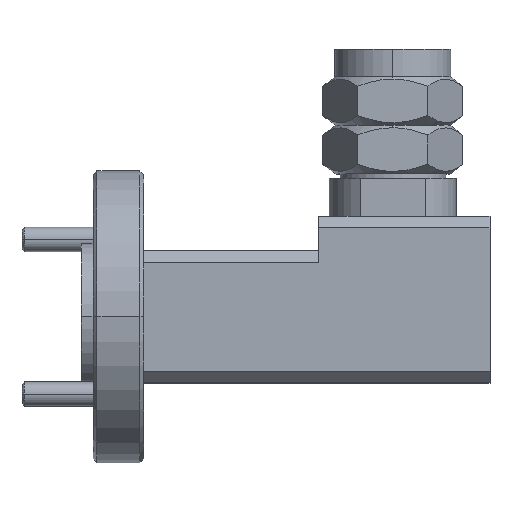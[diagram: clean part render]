
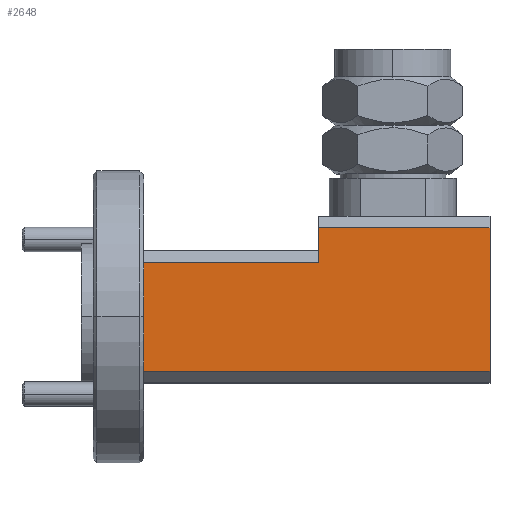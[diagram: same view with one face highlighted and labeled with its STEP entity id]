
A CAD part, top view. The second image highlights one B-rep face of the part: STEP entity #2648.
In plain terms, the highlighted planar face has unit normal (0, 0, 1).
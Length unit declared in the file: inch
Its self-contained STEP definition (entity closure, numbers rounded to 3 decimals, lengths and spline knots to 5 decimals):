
#153 = DIRECTION ( 'NONE',  ( -1., 0., 0. ) ) ;
#344 = ORIENTED_EDGE ( 'NONE', *, *, #2220, .T. ) ;
#405 = DIRECTION ( 'NONE',  ( 0., -1., 0. ) ) ;
#437 = DIRECTION ( 'NONE',  ( 1., 0., 0. ) ) ;
#686 = VECTOR ( 'NONE', #3444, 39.37008 ) ;
#907 = LINE ( 'NONE', #7646, #686 ) ;
#995 = EDGE_CURVE ( 'NONE', #7848, #1783, #7739, .T. ) ;
#1031 = LINE ( 'NONE', #6039, #7829 ) ;
#1220 = LINE ( 'NONE', #5353, #2846 ) ;
#1783 = VERTEX_POINT ( 'NONE', #7823 ) ;
#1833 = CARTESIAN_POINT ( 'NONE',  ( 0.07395, -0.59143, 0.97591 ) ) ;
#2056 = EDGE_CURVE ( 'NONE', #3645, #5570, #1220, .T. ) ;
#2067 = EDGE_CURVE ( 'NONE', #6975, #5570, #4961, .T. ) ;
#2093 = LINE ( 'NONE', #3340, #5622 ) ;
#2137 = CARTESIAN_POINT ( 'NONE',  ( -0.36605, -0.19343, 0.97591 ) ) ;
#2220 = EDGE_CURVE ( 'NONE', #1783, #4042, #2093, .T. ) ;
#2573 = DIRECTION ( 'NONE',  ( 0., -1., 0. ) ) ;
#2648 = ADVANCED_FACE ( 'NONE', ( #6114 ), #4370, .F. ) ;
#2846 = VECTOR ( 'NONE', #405, 39.37008 ) ;
#2954 = EDGE_LOOP ( 'NONE', ( #6424, #344, #4194, #4564, #5501, #7950 ) ) ;
#3217 = EDGE_CURVE ( 'NONE', #3645, #7848, #1031, .T. ) ;
#3340 = CARTESIAN_POINT ( 'NONE',  ( 0.07395, -0.31143, 0.97591 ) ) ;
#3444 = DIRECTION ( 'NONE',  ( 0., -1., 0. ) ) ;
#3645 = VERTEX_POINT ( 'NONE', #6186 ) ;
#3989 = EDGE_CURVE ( 'NONE', #4042, #6975, #907, .T. ) ;
#4042 = VERTEX_POINT ( 'NONE', #5814 ) ;
#4052 = DIRECTION ( 'NONE',  ( -1., 0., 0. ) ) ;
#4194 = ORIENTED_EDGE ( 'NONE', *, *, #3989, .T. ) ;
#4370 = PLANE ( 'NONE',  #8850 ) ;
#4564 = ORIENTED_EDGE ( 'NONE', *, *, #2067, .T. ) ;
#4961 = LINE ( 'NONE', #1833, #6173 ) ;
#5233 = CARTESIAN_POINT ( 'NONE',  ( 0.07395, -0.28143, 0.97591 ) ) ;
#5343 = DIRECTION ( 'NONE',  ( -1., 0., 0. ) ) ;
#5353 = CARTESIAN_POINT ( 'NONE',  ( 0.07395, -0.28143, 0.97591 ) ) ;
#5501 = ORIENTED_EDGE ( 'NONE', *, *, #2056, .F. ) ;
#5570 = VERTEX_POINT ( 'NONE', #6871 ) ;
#5622 = VECTOR ( 'NONE', #4052, 39.37008 ) ;
#5814 = CARTESIAN_POINT ( 'NONE',  ( -0.81605, -0.31143, 0.97591 ) ) ;
#5855 = CARTESIAN_POINT ( 'NONE',  ( -0.36605, -0.22343, 0.97591 ) ) ;
#6039 = CARTESIAN_POINT ( 'NONE',  ( -0.36605, -0.22343, 0.97591 ) ) ;
#6114 = FACE_OUTER_BOUND ( 'NONE', #2954, .T. ) ;
#6173 = VECTOR ( 'NONE', #437, 39.37008 ) ;
#6186 = CARTESIAN_POINT ( 'NONE',  ( 0.07395, -0.22343, 0.97591 ) ) ;
#6424 = ORIENTED_EDGE ( 'NONE', *, *, #995, .T. ) ;
#6546 = VECTOR ( 'NONE', #2573, 39.37008 ) ;
#6871 = CARTESIAN_POINT ( 'NONE',  ( 0.07395, -0.59143, 0.97591 ) ) ;
#6975 = VERTEX_POINT ( 'NONE', #8060 ) ;
#7205 = DIRECTION ( 'NONE',  ( 0., 0., -1. ) ) ;
#7646 = CARTESIAN_POINT ( 'NONE',  ( -0.81605, -0.28143, 0.97591 ) ) ;
#7739 = LINE ( 'NONE', #2137, #6546 ) ;
#7823 = CARTESIAN_POINT ( 'NONE',  ( -0.36605, -0.31143, 0.97591 ) ) ;
#7829 = VECTOR ( 'NONE', #5343, 39.37008 ) ;
#7848 = VERTEX_POINT ( 'NONE', #5855 ) ;
#7950 = ORIENTED_EDGE ( 'NONE', *, *, #3217, .T. ) ;
#8060 = CARTESIAN_POINT ( 'NONE',  ( -0.81605, -0.59143, 0.97591 ) ) ;
#8850 = AXIS2_PLACEMENT_3D ( 'NONE', #5233, #7205, #153 ) ;
